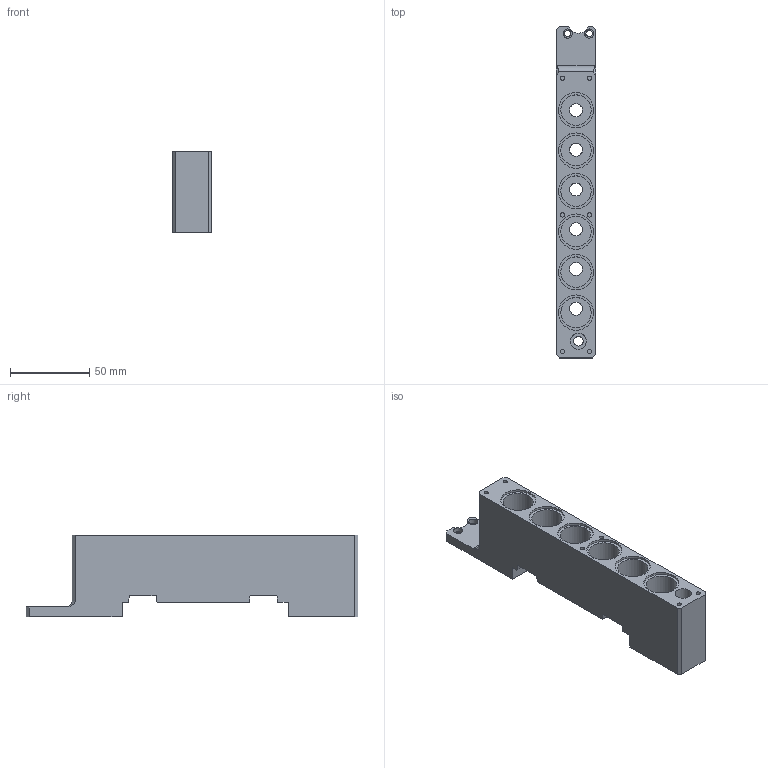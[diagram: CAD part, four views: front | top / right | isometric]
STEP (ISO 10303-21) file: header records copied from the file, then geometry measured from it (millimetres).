
FILE_DESCRIPTION(/* description */ (''),/* implementation_level */ '2;1');
FILE_NAME(/* name */ 'atcMagazine6Slots22mm.step',/* time_stamp */ '2026-02-07T02:34:07-08:00',/* author */ (''),/* organization */ (''),/* preprocessor_version */ 'ST-DEVELOPER v20.1',/* originating_system */ 'Autodesk Translation Framework v14.24.0.0',/* authorisation */ '');
FILE_SCHEMA (('AUTOMOTIVE_DESIGN { 1 0 10303 214 3 1 1 }'));
Length unit declared in the file: millimetre
Products named in the file (2): atcMagazine6Slots22mm; dummybit (1) (1)
Assembly tree (1 placements, depth 2):
  atcMagazine6Slots22mm
    dummybit (1) (1)
Bounding box: 25 x 209 x 51 mm (x, y, z)
Volume: 159768.1 mm3; surface area: 42836.4 mm2
Topology: 1 solids, 1 shells, 82 faces, 178 edges, 118 vertices
Faces by surface type: plane 48, cylinder 34
Full cylindrical faces by diameter (mm): 2.7 x6, 4 x2, 5.8 x2, 6 x1, 8.1 x6, 10.2 x1, 19.15 x6, 22.2 x6
Entity records: 2343 total; most frequent: DIRECTION 416, CARTESIAN_POINT 381, ORIENTED_EDGE 356, EDGE_CURVE 178, AXIS2_PLACEMENT_3D 153, EDGE_LOOP 120, VERTEX_POINT 118, LINE 110
